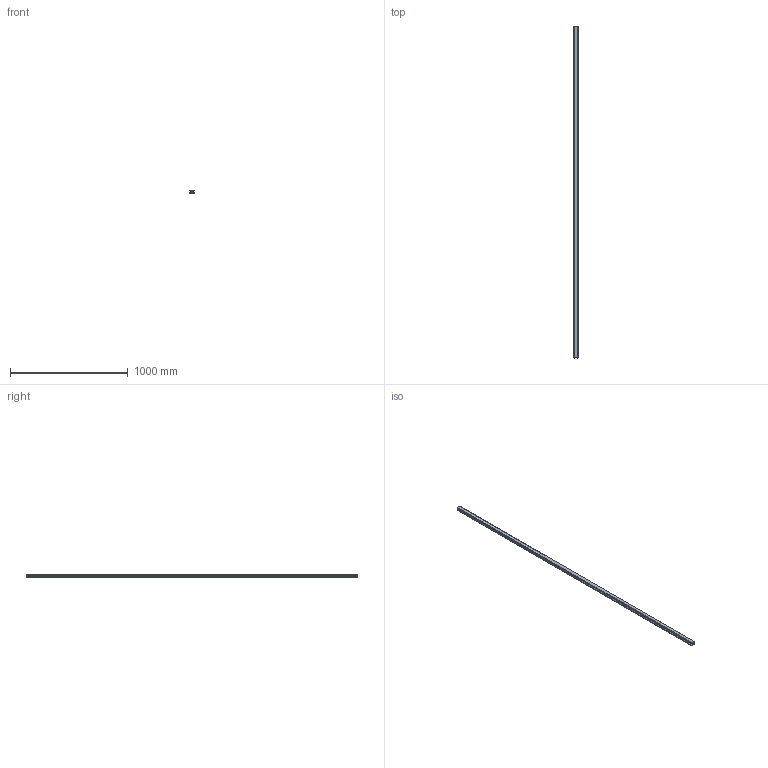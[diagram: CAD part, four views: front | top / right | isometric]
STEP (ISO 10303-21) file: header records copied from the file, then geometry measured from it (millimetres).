
FILE_DESCRIPTION(('STEP AP214'),'1');
FILE_NAME('cctmp_381DECFE-2035-4AED-8A4B-8CC2785A299A_2021_01_27_10_34_00_0881..stp','2021-01-27T09:34:01',('HIWIN GmbH'),('CADClick - www.CADClick.com'),'Spatial InterOp 3D',' ','unknown authorization');
FILE_SCHEMA(('AUTOMOTIVE_DESIGN'));
Length unit declared in the file: millimetre
Products named in the file (1): HGR35T2820C_FILE
Bounding box: 34 x 2820 x 29 mm (x, y, z)
Volume: 2378105.7 mm3; surface area: 382370.8 mm2
Topology: 1 solids, 1 shells, 259 faces, 687 edges, 398 vertices
Faces by surface type: cylinder 94, plane 93, cone 72
Entity records: 9545 total; most frequent: DIRECTION 1323, CARTESIAN_POINT 1273, ORIENTED_EDGE 1230, EDGE_CURVE 615, AXIS2_PLACEMENT_3D 448, LINE 427, VECTOR 427, VERTEX_POINT 398
